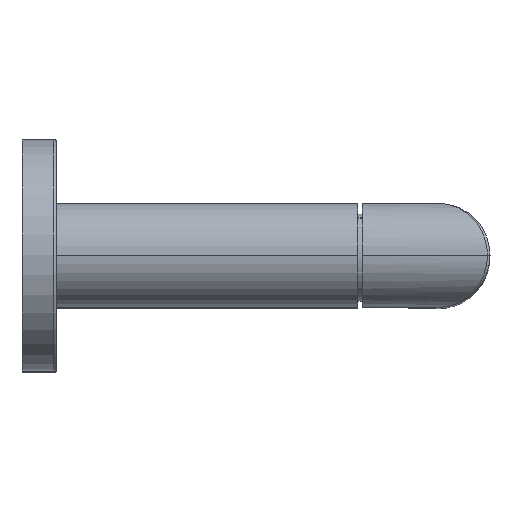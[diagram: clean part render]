
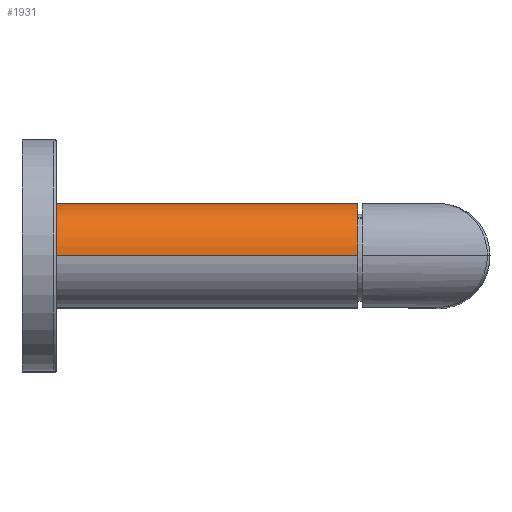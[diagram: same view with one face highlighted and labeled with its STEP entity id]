
A CAD part, top view. The second image highlights one B-rep face of the part: STEP entity #1931.
In plain terms, the highlighted cylindrical face has radius 9.995 mm (diameter 19.99 mm), a partial arc.
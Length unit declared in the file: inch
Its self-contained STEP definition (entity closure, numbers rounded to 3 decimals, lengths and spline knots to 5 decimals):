
#35=CARTESIAN_POINT('',(0.26,0.,2.9));
#36=DIRECTION('',(-1.,0.,0.));
#37=DIRECTION('',(0.,0.,1.));
#38=AXIS2_PLACEMENT_3D('',#35,#36,#37);
#60=CARTESIAN_POINT('',(2.54,0.,2.9));
#61=DIRECTION('',(1.,0.,0.));
#62=DIRECTION('',(0.,0.,-1.));
#63=AXIS2_PLACEMENT_3D('',#60,#61,#62);
#65=DIRECTION('',(-1.,0.,0.));
#66=VECTOR('',#65,2.28);
#67=CARTESIAN_POINT('',(2.54,0.,3.2935));
#68=LINE('',#67,#66);
#74=DIRECTION('',(-1.,0.,0.));
#75=VECTOR('',#74,2.28);
#76=CARTESIAN_POINT('',(2.54,0.,2.5065));
#77=LINE('',#76,#75);
#1657=CARTESIAN_POINT('',(2.54,0.,2.5065));
#1658=CARTESIAN_POINT('',(2.54,0.,3.2935));
#1659=VERTEX_POINT('',#1657);
#1660=VERTEX_POINT('',#1658);
#1673=CARTESIAN_POINT('',(0.26,0.,3.2935));
#1674=CARTESIAN_POINT('',(0.26,0.,2.5065));
#1675=VERTEX_POINT('',#1673);
#1676=VERTEX_POINT('',#1674);
#1917=CARTESIAN_POINT('',(2.605,0.,2.9));
#1918=DIRECTION('',(-1.,0.,0.));
#1919=DIRECTION('',(0.,0.,1.));
#1920=AXIS2_PLACEMENT_3D('',#1917,#1918,#1919);
#1921=CYLINDRICAL_SURFACE('',#1920,0.3935);
#1922=ORIENTED_EDGE('',*,*,#1885,.T.);
#1924=ORIENTED_EDGE('',*,*,#1923,.F.);
#1926=ORIENTED_EDGE('',*,*,#1925,.T.);
#1928=ORIENTED_EDGE('',*,*,#1927,.T.);
#1929=EDGE_LOOP('',(#1922,#1924,#1926,#1928));
#1930=FACE_OUTER_BOUND('',#1929,.F.);
#1931=ADVANCED_FACE('',(#1930),#1921,.T.);
#39=CIRCLE('',#38,0.3935);
#64=CIRCLE('',#63,0.3935);
#1885=EDGE_CURVE('',#1675,#1676,#39,.T.);
#1923=EDGE_CURVE('',#1659,#1676,#77,.T.);
#1925=EDGE_CURVE('',#1659,#1660,#64,.T.);
#1927=EDGE_CURVE('',#1660,#1675,#68,.T.);
